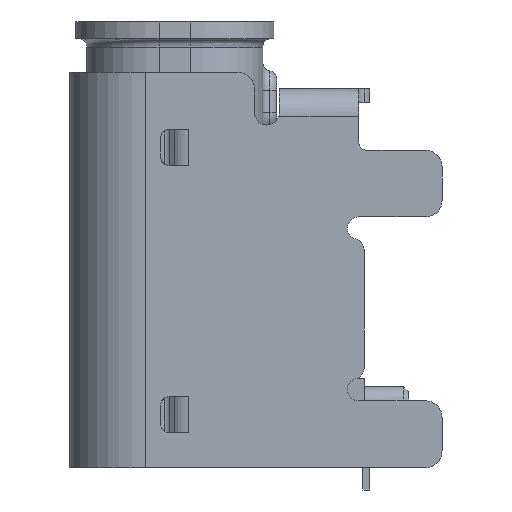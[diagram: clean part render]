
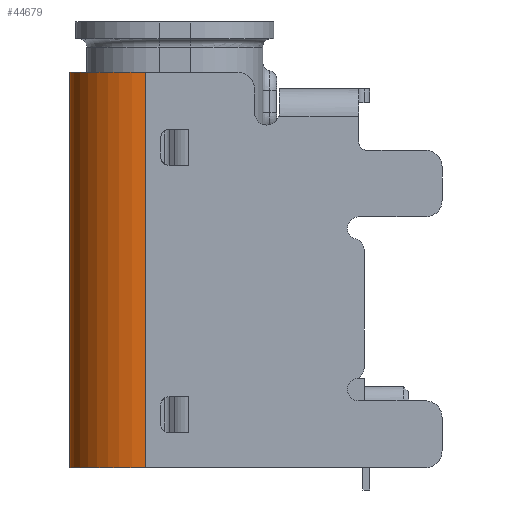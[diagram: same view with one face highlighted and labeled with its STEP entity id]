
A CAD part, left-side view. The second image highlights one B-rep face of the part: STEP entity #44679.
In plain terms, the highlighted cylindrical face has radius 1.35 mm (diameter 2.7 mm), a partial arc.
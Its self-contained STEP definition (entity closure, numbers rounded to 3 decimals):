
#709 = DIRECTION ( 'NONE',  ( 0., 0., 1. ) ) ;
#1336 = CARTESIAN_POINT ( 'NONE',  ( -3.385, 0.53, -0.9 ) ) ;
#1964 = LINE ( 'NONE', #40685, #54289 ) ;
#6769 = DIRECTION ( 'NONE',  ( 0., 0., 1. ) ) ;
#11232 = DIRECTION ( 'NONE',  ( 0., 0., 1. ) ) ;
#11568 = ORIENTED_EDGE ( 'NONE', *, *, #44616, .T. ) ;
#12408 = EDGE_CURVE ( 'NONE', #25693, #56590, #42458, .T. ) ;
#12663 = VERTEX_POINT ( 'NONE', #25941 ) ;
#13001 = DIRECTION ( 'NONE',  ( 0., 0., 1. ) ) ;
#14583 = CARTESIAN_POINT ( 'NONE',  ( -3.385, 0.53, -0.9 ) ) ;
#15955 = DIRECTION ( 'NONE',  ( 1., 0., 0. ) ) ;
#16728 = EDGE_CURVE ( 'NONE', #55213, #12663, #1964, .T. ) ;
#17118 = EDGE_CURVE ( 'NONE', #12663, #56590, #47284, .T. ) ;
#21022 = CYLINDRICAL_SURFACE ( 'NONE', #48575, 1.35 ) ;
#24943 = CARTESIAN_POINT ( 'NONE',  ( -4.735, 0.53, -0.9 ) ) ;
#25314 = VECTOR ( 'NONE', #13001, 1000. ) ;
#25693 = VERTEX_POINT ( 'NONE', #48438 ) ;
#25941 = CARTESIAN_POINT ( 'NONE',  ( -3.385, 1.88, -0.9 ) ) ;
#28335 = ORIENTED_EDGE ( 'NONE', *, *, #12408, .T. ) ;
#31302 = ORIENTED_EDGE ( 'NONE', *, *, #17118, .F. ) ;
#35092 = EDGE_LOOP ( 'NONE', ( #36915, #11568, #28335, #31302 ) ) ;
#35918 = FACE_OUTER_BOUND ( 'NONE', #35092, .T. ) ;
#36915 = ORIENTED_EDGE ( 'NONE', *, *, #16728, .F. ) ;
#40379 = AXIS2_PLACEMENT_3D ( 'NONE', #53387, #709, #58801 ) ;
#40685 = CARTESIAN_POINT ( 'NONE',  ( -3.385, 1.88, -0.9 ) ) ;
#42458 = LINE ( 'NONE', #51039, #25314 ) ;
#44616 = EDGE_CURVE ( 'NONE', #55213, #25693, #49505, .T. ) ;
#44679 = ADVANCED_FACE ( 'NONE', ( #35918 ), #21022, .T. ) ;
#47284 = CIRCLE ( 'NONE', #55395, 1.35 ) ;
#48438 = CARTESIAN_POINT ( 'NONE',  ( -4.735, 0.53, -8. ) ) ;
#48575 = AXIS2_PLACEMENT_3D ( 'NONE', #1336, #6769, #15955 ) ;
#48809 = DIRECTION ( 'NONE',  ( 0., 0., 1. ) ) ;
#49505 = CIRCLE ( 'NONE', #40379, 1.35 ) ;
#51039 = CARTESIAN_POINT ( 'NONE',  ( -4.735, 0.53, -0.9 ) ) ;
#53387 = CARTESIAN_POINT ( 'NONE',  ( -3.385, 0.53, -8. ) ) ;
#54289 = VECTOR ( 'NONE', #11232, 1000. ) ;
#55213 = VERTEX_POINT ( 'NONE', #59915 ) ;
#55395 = AXIS2_PLACEMENT_3D ( 'NONE', #14583, #48809, #58318 ) ;
#56590 = VERTEX_POINT ( 'NONE', #24943 ) ;
#58318 = DIRECTION ( 'NONE',  ( 1., 0., 0. ) ) ;
#58801 = DIRECTION ( 'NONE',  ( 1., 0., 0. ) ) ;
#59915 = CARTESIAN_POINT ( 'NONE',  ( -3.385, 1.88, -8. ) ) ;
